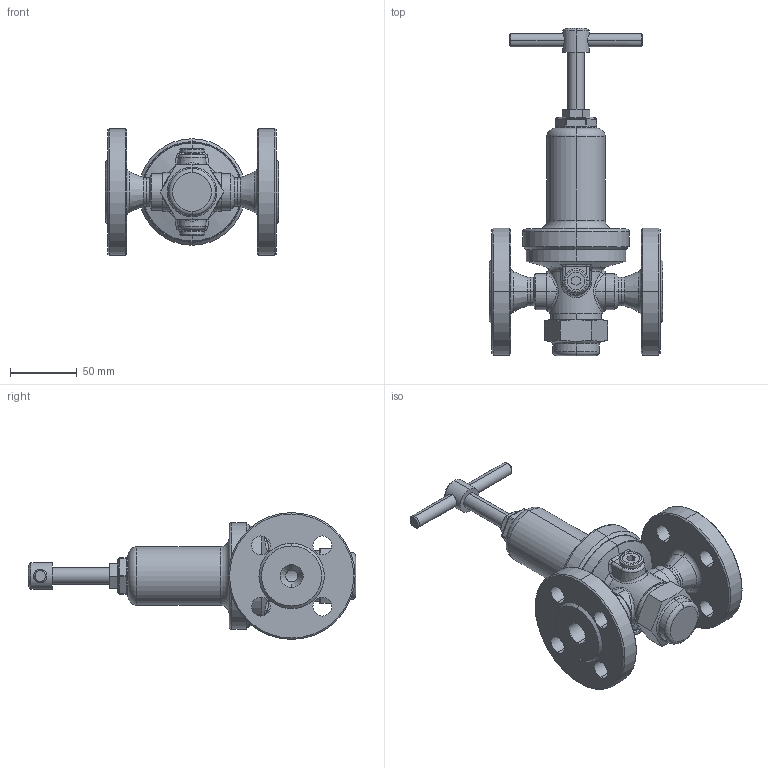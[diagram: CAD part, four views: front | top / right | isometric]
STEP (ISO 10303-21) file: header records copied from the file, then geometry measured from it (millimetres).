
FILE_DESCRIPTION (( 'STEP AP203' ), '1' );
FILE_NAME ('Typ 71 BG 0.STEP', '2016-09-28T11:09:13', ( 'ugiesmann' ), ( '' ), 'SwSTEP 2.0', 'SolidWorks 2016', '' );
FILE_SCHEMA (( 'CONFIG_CONTROL_DESIGN' ));
Length unit declared in the file: millimetre
Products named in the file (1): Typ 71 BG 0
Bounding box: 130 x 245.3 x 95 mm (x, y, z)
Volume: 425359.7 mm3; surface area: 128130.4 mm2
Topology: 9 solids, 9 shells, 531 faces, 1160 edges, 674 vertices
Faces by surface type: cylinder 171, cone 120, plane 113, torus 83, bspline 38, sphere 6
Entity records: 17851 total; most frequent: CARTESIAN_POINT 6229, DIRECTION 2560, ORIENTED_EDGE 2312, EDGE_CURVE 1156, AXIS2_PLACEMENT_3D 1099, VERTEX_POINT 674, CIRCLE 605, EDGE_LOOP 598
